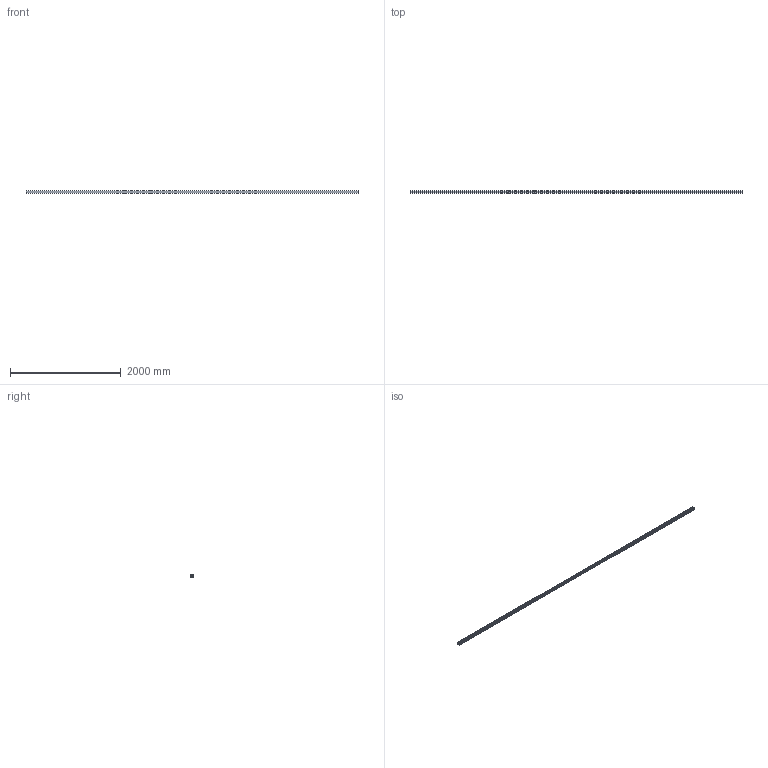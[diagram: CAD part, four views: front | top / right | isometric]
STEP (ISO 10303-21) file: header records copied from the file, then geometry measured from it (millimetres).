
FILE_DESCRIPTION (( 'STEP AP214' ), '1' );
FILE_NAME ('201024_Profil 45x45L 1N Nut 10.STEP', '2019-01-28T13:02:27', ( '' ), ( '' ), 'SwSTEP 2.0', 'SolidWorks 2017', '' );
FILE_SCHEMA (( 'AUTOMOTIVE_DESIGN' ));
Length unit declared in the file: millimetre
Products named in the file (1): 201024_Profil 45x45L 1N Nut 10
Bounding box: 6000 x 45 x 45 mm (x, y, z)
Volume: 3637993.1 mm3; surface area: 3900603.1 mm2
Topology: 1 solids, 1 shells, 218 faces, 648 edges, 432 vertices
Faces by surface type: cylinder 122, plane 96
Entity records: 7462 total; most frequent: DIRECTION 1330, CARTESIAN_POINT 1299, ORIENTED_EDGE 1296, EDGE_CURVE 648, AXIS2_PLACEMENT_3D 463, VERTEX_POINT 432, VECTOR 404, LINE 404
